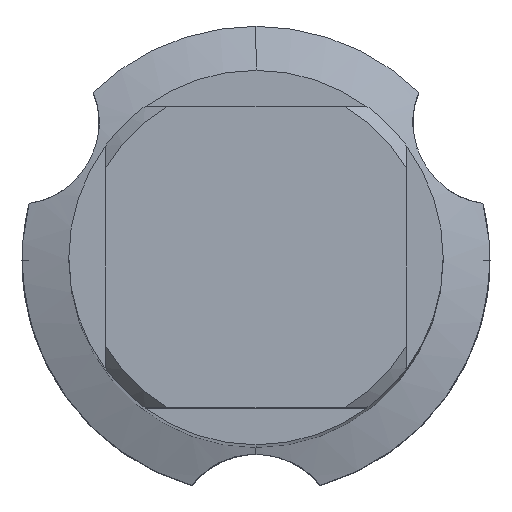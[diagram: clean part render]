
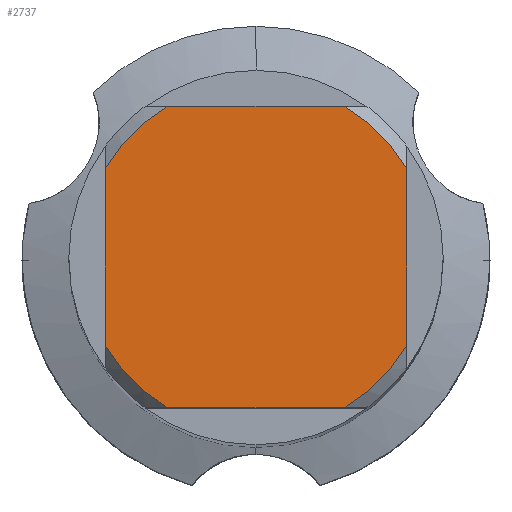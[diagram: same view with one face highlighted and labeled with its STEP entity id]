
A CAD part, top view. The second image highlights one B-rep face of the part: STEP entity #2737.
In plain terms, the highlighted planar face has unit normal (0, 0, 1).
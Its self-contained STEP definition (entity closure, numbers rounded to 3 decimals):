
#1195=EDGE_CURVE('',#1499,#3291,#3538,.T.);
#1273=VERTEX_POINT('',#3625);
#1499=VERTEX_POINT('',#3879);
#1709=EDGE_CURVE('',#3267,#3383,#4105,.T.);
#1819=EDGE_CURVE('',#2495,#3291,#4221,.T.);
#1925=VERTEX_POINT('',#4339);
#2221=VERTEX_POINT('',#4661);
#2225=EDGE_CURVE('',#3267,#1925,#4665,.T.);
#2349=EDGE_CURVE('',#2221,#1925,#4796,.T.);
#2495=VERTEX_POINT('',#4954);
#2737=ADVANCED_FACE('',(#5215),#5216,.T.);
#2911=EDGE_CURVE('',#2221,#1273,#5411,.T.);
#2989=EDGE_CURVE('',#2495,#1273,#5493,.T.);
#3267=VERTEX_POINT('',#5809);
#3291=VERTEX_POINT('',#5835);
#3383=VERTEX_POINT('',#5929);
#3513=EDGE_CURVE('',#1499,#3383,#6068,.T.);
#3538=LINE('',#6086,#6087);
#3625=CARTESIAN_POINT('',(14.5,8.485,0.0));
#3879=CARTESIAN_POINT('',(-8.485,-14.5,0.0));
#4105=LINE('',#7154,#7155);
#4221=CIRCLE('',#7408,16.8);
#4339=CARTESIAN_POINT('',(-8.485,14.5,0.0));
#4661=CARTESIAN_POINT('',(8.485,14.5,0.0));
#4665=CIRCLE('',#8369,16.8);
#4796=LINE('',#8611,#8612);
#4954=CARTESIAN_POINT('',(14.5,-8.485,0.0));
#5215=FACE_OUTER_BOUND('',#9393,.T.);
#5216=PLANE('',#9394);
#5411=CIRCLE('',#9756,16.8);
#5493=LINE('',#9924,#9925);
#5809=CARTESIAN_POINT('',(-14.5,8.485,0.0));
#5835=CARTESIAN_POINT('',(8.485,-14.5,0.0));
#5929=CARTESIAN_POINT('',(-14.5,-8.485,0.0));
#6068=CIRCLE('',#11092,16.8);
#6086=CARTESIAN_POINT('',(0.0,-14.5,0.0));
#6087=VECTOR('',#11100,1.0);
#7154=CARTESIAN_POINT('',(-14.5,4.2,0.0));
#7155=VECTOR('',#11725,1.0);
#7408=AXIS2_PLACEMENT_3D('',#11829,#11830,#11831);
#8369=AXIS2_PLACEMENT_3D('',#12353,#12354,#12355);
#8611=CARTESIAN_POINT('',(0.0,14.5,0.0));
#8612=VECTOR('',#12459,1.0);
#9393=EDGE_LOOP('',(#12972,#12973,#12974,#12975,#12976,#12977,#12978,#12979));
#9394=AXIS2_PLACEMENT_3D('',#12980,#12981,#12982);
#9756=AXIS2_PLACEMENT_3D('',#13202,#13203,#13204);
#9924=CARTESIAN_POINT('',(14.5,4.2,0.0));
#9925=VECTOR('',#13284,1.0);
#11092=AXIS2_PLACEMENT_3D('',#13983,#13984,#13985);
#11100=DIRECTION('',(1.0,0.0,0.0));
#11725=DIRECTION('',(-0.0,-1.0,0.0));
#11829=CARTESIAN_POINT('',(0.0,0.0,0.0));
#11830=DIRECTION('',(0.0,0.0,-1.0));
#11831=DIRECTION('',(0.0,1.0,0.0));
#12353=CARTESIAN_POINT('',(0.0,0.0,0.0));
#12354=DIRECTION('',(0.0,0.0,-1.0));
#12355=DIRECTION('',(0.0,1.0,0.0));
#12459=DIRECTION('',(-1.0,0.0,0.0));
#12972=ORIENTED_EDGE('',*,*,#1709,.T.);
#12973=ORIENTED_EDGE('',*,*,#3513,.F.);
#12974=ORIENTED_EDGE('',*,*,#1195,.T.);
#12975=ORIENTED_EDGE('',*,*,#1819,.F.);
#12976=ORIENTED_EDGE('',*,*,#2989,.T.);
#12977=ORIENTED_EDGE('',*,*,#2911,.F.);
#12978=ORIENTED_EDGE('',*,*,#2349,.T.);
#12979=ORIENTED_EDGE('',*,*,#2225,.F.);
#12980=CARTESIAN_POINT('',(0.0,8.4,0.0));
#12981=DIRECTION('',(-0.0,0.0,1.0));
#12982=DIRECTION('',(0.0,-1.0,0.0));
#13202=CARTESIAN_POINT('',(0.0,0.0,0.0));
#13203=DIRECTION('',(0.0,0.0,-1.0));
#13204=DIRECTION('',(0.0,1.0,0.0));
#13284=DIRECTION('',(-0.0,1.0,0.0));
#13983=CARTESIAN_POINT('',(0.0,0.0,0.0));
#13984=DIRECTION('',(0.0,0.0,-1.0));
#13985=DIRECTION('',(0.0,1.0,0.0));
